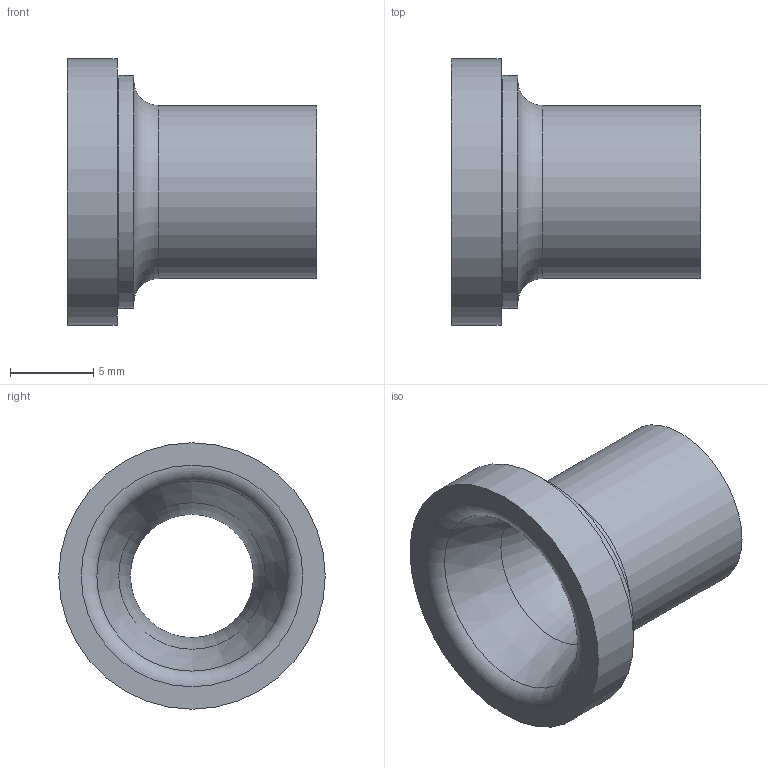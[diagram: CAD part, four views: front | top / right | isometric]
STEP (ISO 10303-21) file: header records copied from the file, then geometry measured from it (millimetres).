
FILE_DESCRIPTION( ( 'Unknown' ), '1' );
FILE_NAME( '392020700-B.stp', 'Unknown', ( 'Unknown' ), ( 'Unknown' ), 'PSStep 15.0.49', 'Unknown', ' ' );
FILE_SCHEMA( ( 'AUTOMOTIVE_DESIGN { 1 0 10303 214 1 1 1 1 }' ) );
Length unit declared in the file: millimetre
Products named in the file (1): 1
Bounding box: 15 x 16 x 16 mm (x, y, z)
Volume: 864.8 mm3; surface area: 1177.8 mm2
Topology: 1 solids, 1 shells, 13 faces, 24 edges, 15 vertices
Faces by surface type: plane 4, cylinder 4, torus 4, cone 1
Full cylindrical faces by diameter (mm): 7.4 x1, 10.4 x1, 14 x1, 16 x1
Entity records: 388 total; most frequent: DIRECTION 54, CARTESIAN_POINT 40, AXIS2_PLACEMENT_3D 27, EDGE_LOOP 26, ORIENTED_EDGE 26, FACE_OUTER_BOUND 21, STYLED_ITEM 13, PRESENTATION_STYLE_ASSIGNMENT 13
